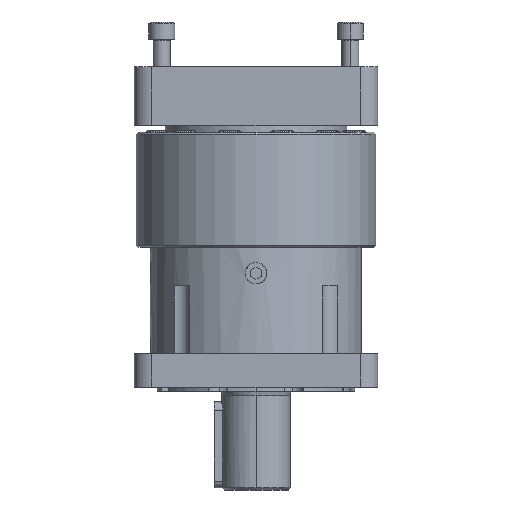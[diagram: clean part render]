
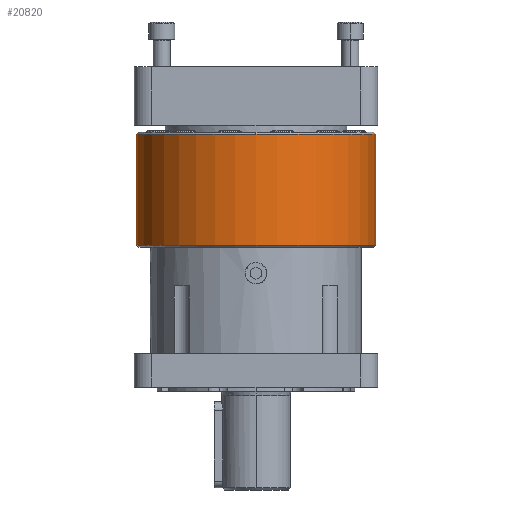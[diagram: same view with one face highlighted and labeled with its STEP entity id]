
A CAD part, left-side view. The second image highlights one B-rep face of the part: STEP entity #20820.
In plain terms, the highlighted cylindrical face has radius 44.247 mm (diameter 88.494 mm), a partial arc.
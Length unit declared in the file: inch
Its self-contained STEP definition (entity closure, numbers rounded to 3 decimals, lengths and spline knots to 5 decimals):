
#858 = VERTEX_POINT ( 'NONE', #24147 ) ;
#2975 = AXIS2_PLACEMENT_3D ( 'NONE', #9280, #27301, #39396 ) ;
#4262 = ORIENTED_EDGE ( 'NONE', *, *, #6031, .T. ) ;
#4561 = CARTESIAN_POINT ( 'NONE',  ( 0., -1.742, 0.49 ) ) ;
#5184 = CIRCLE ( 'NONE', #16801, 1.742 ) ;
#5267 = CARTESIAN_POINT ( 'NONE',  ( 0., 0., 3.68 ) ) ;
#5491 = ORIENTED_EDGE ( 'NONE', *, *, #38449, .T. ) ;
#5582 = CARTESIAN_POINT ( 'NONE',  ( 0., 0., 3.68 ) ) ;
#6031 = EDGE_CURVE ( 'NONE', #15897, #858, #5184, .T. ) ;
#8768 = AXIS2_PLACEMENT_3D ( 'NONE', #30125, #26908, #23856 ) ;
#9280 = CARTESIAN_POINT ( 'NONE',  ( 0., 0., 2.066 ) ) ;
#10070 = CARTESIAN_POINT ( 'NONE',  ( 0., 1.742, 0.49 ) ) ;
#10882 = CARTESIAN_POINT ( 'NONE',  ( 0., -1.742, 3.68 ) ) ;
#11235 = DIRECTION ( 'NONE',  ( 0., -1., 0. ) ) ;
#12061 = CARTESIAN_POINT ( 'NONE',  ( -1.742, 0., 3.68 ) ) ;
#12185 = VECTOR ( 'NONE', #25648, 39.37008 ) ;
#13210 = VERTEX_POINT ( 'NONE', #10882 ) ;
#13910 = VECTOR ( 'NONE', #23154, 39.37008 ) ;
#14556 = FACE_OUTER_BOUND ( 'NONE', #35046, .T. ) ;
#14650 = ORIENTED_EDGE ( 'NONE', *, *, #15620, .F. ) ;
#15620 = EDGE_CURVE ( 'NONE', #32197, #858, #31099, .T. ) ;
#15897 = VERTEX_POINT ( 'NONE', #12061 ) ;
#16667 = EDGE_CURVE ( 'NONE', #13210, #15897, #21286, .T. ) ;
#16762 = CARTESIAN_POINT ( 'NONE',  ( 0., 1.742, 2.066 ) ) ;
#16801 = AXIS2_PLACEMENT_3D ( 'NONE', #5582, #33057, #11235 ) ;
#17391 = DIRECTION ( 'NONE',  ( 0., 0., -1. ) ) ;
#17584 = CYLINDRICAL_SURFACE ( 'NONE', #8768, 1.742 ) ;
#18273 = CARTESIAN_POINT ( 'NONE',  ( 0., -1.742, 2.066 ) ) ;
#18690 = AXIS2_PLACEMENT_3D ( 'NONE', #5267, #17391, #39201 ) ;
#19909 = LINE ( 'NONE', #4561, #13910 ) ;
#20820 = ADVANCED_FACE ( 'NONE', ( #14556 ), #17584, .T. ) ;
#21286 = CIRCLE ( 'NONE', #18690, 1.742 ) ;
#23154 = DIRECTION ( 'NONE',  ( 0., 0., 1. ) ) ;
#23856 = DIRECTION ( 'NONE',  ( 0., -1., 0. ) ) ;
#23966 = VERTEX_POINT ( 'NONE', #18273 ) ;
#24147 = CARTESIAN_POINT ( 'NONE',  ( 0., 1.742, 3.68 ) ) ;
#25648 = DIRECTION ( 'NONE',  ( 0., 0., 1. ) ) ;
#26908 = DIRECTION ( 'NONE',  ( 0., 0., 1. ) ) ;
#27301 = DIRECTION ( 'NONE',  ( 0., 0., 1. ) ) ;
#28834 = ORIENTED_EDGE ( 'NONE', *, *, #38654, .T. ) ;
#29208 = ORIENTED_EDGE ( 'NONE', *, *, #16667, .T. ) ;
#30125 = CARTESIAN_POINT ( 'NONE',  ( 0., 0., 0.49 ) ) ;
#31099 = LINE ( 'NONE', #10070, #12185 ) ;
#32197 = VERTEX_POINT ( 'NONE', #16762 ) ;
#33057 = DIRECTION ( 'NONE',  ( 0., 0., -1. ) ) ;
#35046 = EDGE_LOOP ( 'NONE', ( #14650, #28834, #5491, #29208, #4262 ) ) ;
#35259 = CIRCLE ( 'NONE', #2975, 1.742 ) ;
#38449 = EDGE_CURVE ( 'NONE', #23966, #13210, #19909, .T. ) ;
#38654 = EDGE_CURVE ( 'NONE', #32197, #23966, #35259, .T. ) ;
#39201 = DIRECTION ( 'NONE',  ( 0., -1., 0. ) ) ;
#39396 = DIRECTION ( 'NONE',  ( 0., -1., 0. ) ) ;
